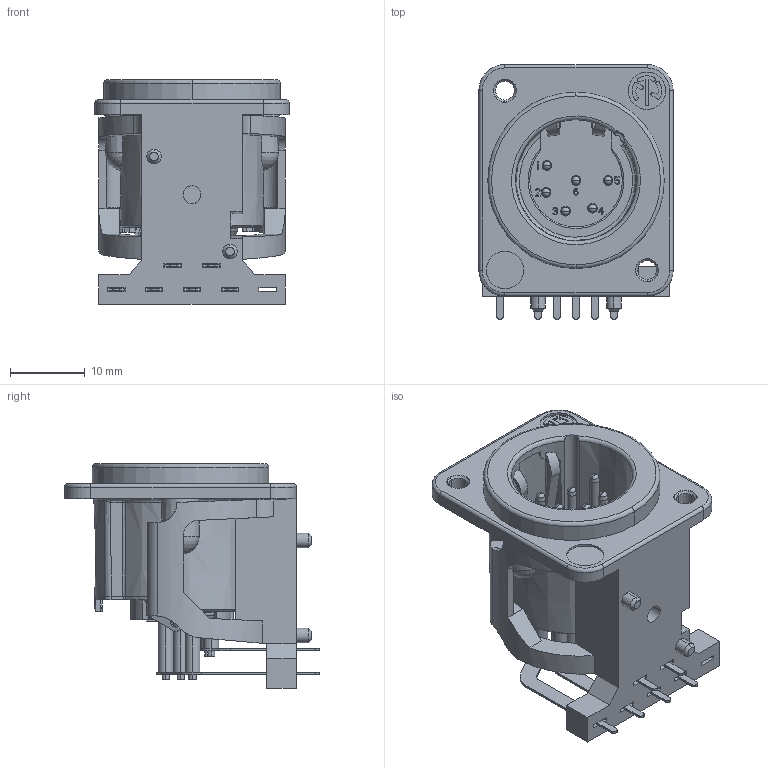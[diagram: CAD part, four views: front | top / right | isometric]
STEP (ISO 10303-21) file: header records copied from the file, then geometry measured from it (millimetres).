
FILE_DESCRIPTION((''),'2;1');
FILE_NAME('30009444','2022-02-15T12:49:40',('SYSTEM'),(''),'CREO PARAMETRIC BY PTC INC, 2021184','CREO PARAMETRIC BY PTC INC, 2021184','');
FILE_SCHEMA(('CONFIG_CONTROL_DESIGN'));
Length unit declared in the file: millimetre
Products named in the file (1): 30009444
Bounding box: 26 x 34.06 x 30.1 mm (x, y, z)
Volume: 6973.1 mm3; surface area: 7551.2 mm2
Topology: 1 solids, 7 shells, 1308 faces, 3636 edges, 2376 vertices
Faces by surface type: plane 963, cylinder 213, bspline 43, cone 41, sphere 25, torus 23
Entity records: 43736 total; most frequent: CARTESIAN_POINT 10612, ORIENTED_EDGE 7228, DIRECTION 6282, EDGE_CURVE 3620, VECTOR 2802, LINE 2802, VERTEX_POINT 2376, AXIS2_PLACEMENT_3D 1740
